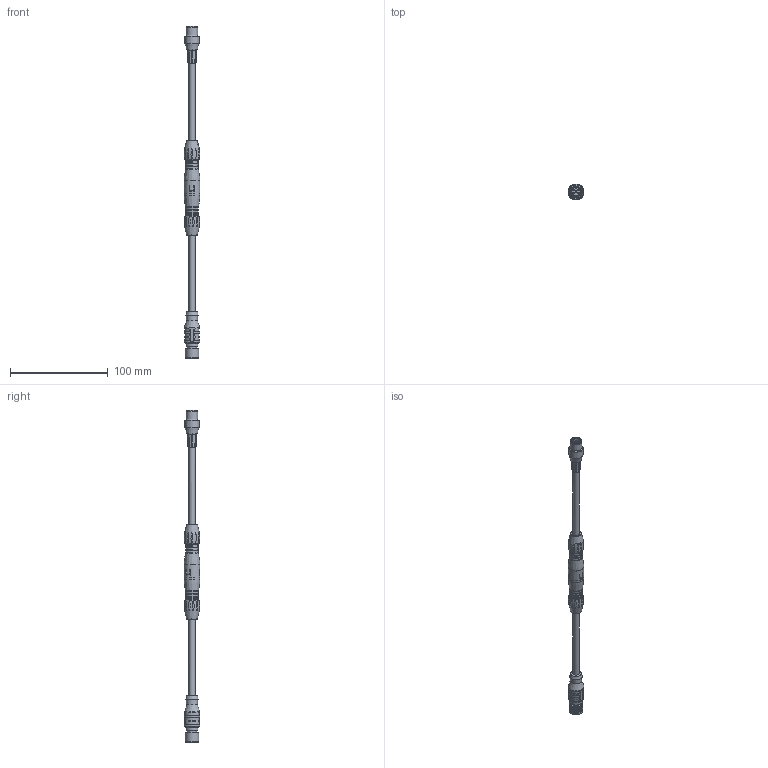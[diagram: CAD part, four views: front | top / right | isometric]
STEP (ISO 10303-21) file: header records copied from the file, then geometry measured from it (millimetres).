
FILE_DESCRIPTION(/* description */ (''),/* implementation_level */ '2;1');
FILE_NAME(/* name */ 'CMX2139A-SFT.stp',/* time_stamp */ '2017-08-17T14:58:19-04:00',/* author */ ('aneininger'),/* organization */ (''),/* preprocessor_version */ 'ST-DEVELOPER v16.13',/* originating_system */ 'Autodesk Inventor 2018',/* authorisation */ '');
FILE_SCHEMA (('AUTOMOTIVE_DESIGN { 1 0 10303 214 3 1 1 }'));
Products named in the file (1): CMX2139A-SFT
Bounding box: 16.15 x 16.15 x 339.83 mm (x, y, z)
Volume: 28314.2 mm3; surface area: 23126.7 mm2
Topology: 2 solids, 2 shells, 1017 faces, 3037 edges, 1998 vertices
Faces by surface type: plane 414, cylinder 311, bspline 132, cone 90, torus 54, sphere 16
Full cylindrical faces by diameter (mm): 0.686 x5, 0.787 x5, 0.889 x5, 0.991 x5, 1.27 x5, 1.397 x4, 1.524 x1, 1.676 x1, 6.223 x2, 6.35 x2, 6.68 x2, 6.75 x2, 8.382 x1, 8.433 x1, 9.322 x1, 9.525 x4, 9.779 x1, 9.906 x1, 10.273 x4, 10.414 x1, 10.922 x1, 11.3 x1, 11.303 x1, 11.6 x1, 11.836 x1, 11.938 x8, 12.243 x1, 12.827 x1, 13 x4, 13.15 x2
Entity records: 54816 total; most frequent: CARTESIAN_POINT 28627, ORIENTED_EDGE 5610, DIRECTION 4590, EDGE_CURVE 2805, VERTEX_POINT 1931, AXIS2_PLACEMENT_3D 1779, EDGE_LOOP 1288, LINE 1032
